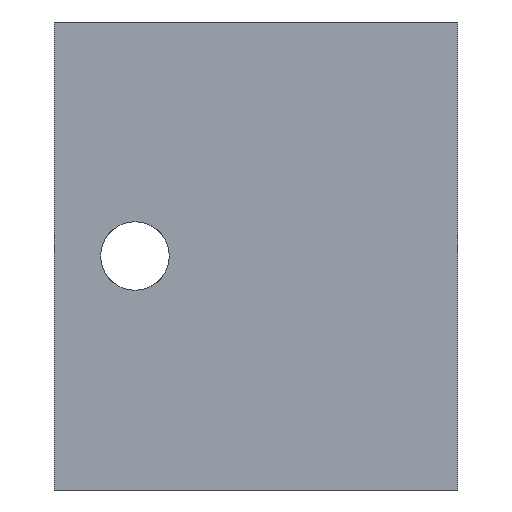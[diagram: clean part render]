
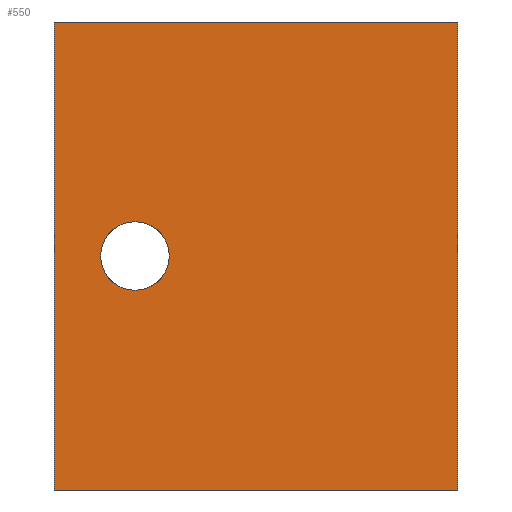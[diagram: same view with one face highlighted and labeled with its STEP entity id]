
A CAD part, front view. The second image highlights one B-rep face of the part: STEP entity #550.
In plain terms, the highlighted planar face has unit normal (0, -1, 0).
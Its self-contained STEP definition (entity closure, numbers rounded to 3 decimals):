
#100 = VERTEX_POINT ( 'NONE', #907 ) ;
#112 = LINE ( 'NONE', #644, #556 ) ;
#131 = CARTESIAN_POINT ( 'NONE',  ( -40., 0., 0. ) ) ;
#247 = CARTESIAN_POINT ( 'NONE',  ( 0., 0., 29. ) ) ;
#261 = DIRECTION ( 'NONE',  ( -1., 0., 0. ) ) ;
#305 = PLANE ( 'NONE',  #1238 ) ;
#310 = DIRECTION ( 'NONE',  ( -1., 0., 0. ) ) ;
#354 = DIRECTION ( 'NONE',  ( 0., 0., -1. ) ) ;
#359 = EDGE_CURVE ( 'NONE', #394, #970, #442, .T. ) ;
#380 = CARTESIAN_POINT ( 'NONE',  ( -35.75, 0., 0. ) ) ;
#392 = DIRECTION ( 'NONE',  ( 0., 1., 0. ) ) ;
#394 = VERTEX_POINT ( 'NONE', #1156 ) ;
#403 = FACE_OUTER_BOUND ( 'NONE', #914, .T. ) ;
#442 = LINE ( 'NONE', #247, #1256 ) ;
#450 = VECTOR ( 'NONE', #354, 1000. ) ;
#489 = ORIENTED_EDGE ( 'NONE', *, *, #593, .T. ) ;
#519 = AXIS2_PLACEMENT_3D ( 'NONE', #131, #1140, #310 ) ;
#550 = ADVANCED_FACE ( 'NONE', ( #990, #403 ), #305, .F. ) ;
#554 = CARTESIAN_POINT ( 'NONE',  ( -50., 0., 29. ) ) ;
#556 = VECTOR ( 'NONE', #1163, 1000. ) ;
#568 = CARTESIAN_POINT ( 'NONE',  ( -50., 0., -29. ) ) ;
#586 = CIRCLE ( 'NONE', #519, 4.25 ) ;
#593 = EDGE_CURVE ( 'NONE', #100, #815, #586, .T. ) ;
#644 = CARTESIAN_POINT ( 'NONE',  ( -50., 0., 29. ) ) ;
#663 = AXIS2_PLACEMENT_3D ( 'NONE', #988, #1003, #261 ) ;
#669 = LINE ( 'NONE', #554, #450 ) ;
#691 = LINE ( 'NONE', #1212, #948 ) ;
#718 = DIRECTION ( 'NONE',  ( -1., 0., 0. ) ) ;
#730 = VERTEX_POINT ( 'NONE', #1091 ) ;
#775 = EDGE_CURVE ( 'NONE', #730, #1007, #669, .T. ) ;
#811 = ORIENTED_EDGE ( 'NONE', *, *, #1227, .T. ) ;
#815 = VERTEX_POINT ( 'NONE', #380 ) ;
#899 = EDGE_CURVE ( 'NONE', #730, #394, #112, .T. ) ;
#907 = CARTESIAN_POINT ( 'NONE',  ( -44.25, 0., 0. ) ) ;
#914 = EDGE_LOOP ( 'NONE', ( #811, #1068, #1153, #1315 ) ) ;
#948 = VECTOR ( 'NONE', #1131, 1000. ) ;
#970 = VERTEX_POINT ( 'NONE', #1301 ) ;
#977 = EDGE_LOOP ( 'NONE', ( #489, #1026 ) ) ;
#988 = CARTESIAN_POINT ( 'NONE',  ( -40., 0., 0. ) ) ;
#990 = FACE_BOUND ( 'NONE', #977, .T. ) ;
#1003 = DIRECTION ( 'NONE',  ( 0., 1., 0. ) ) ;
#1007 = VERTEX_POINT ( 'NONE', #568 ) ;
#1019 = EDGE_CURVE ( 'NONE', #815, #100, #1320, .T. ) ;
#1026 = ORIENTED_EDGE ( 'NONE', *, *, #1019, .T. ) ;
#1068 = ORIENTED_EDGE ( 'NONE', *, *, #359, .F. ) ;
#1091 = CARTESIAN_POINT ( 'NONE',  ( -50., 0., 29. ) ) ;
#1131 = DIRECTION ( 'NONE',  ( 1., 0., 0. ) ) ;
#1140 = DIRECTION ( 'NONE',  ( 0., 1., 0. ) ) ;
#1153 = ORIENTED_EDGE ( 'NONE', *, *, #899, .F. ) ;
#1156 = CARTESIAN_POINT ( 'NONE',  ( 0., 0., 29. ) ) ;
#1163 = DIRECTION ( 'NONE',  ( 1., 0., 0. ) ) ;
#1187 = DIRECTION ( 'NONE',  ( 0., 0., -1. ) ) ;
#1212 = CARTESIAN_POINT ( 'NONE',  ( -50., 0., -29. ) ) ;
#1227 = EDGE_CURVE ( 'NONE', #1007, #970, #691, .T. ) ;
#1238 = AXIS2_PLACEMENT_3D ( 'NONE', #1325, #392, #718 ) ;
#1256 = VECTOR ( 'NONE', #1187, 1000. ) ;
#1301 = CARTESIAN_POINT ( 'NONE',  ( 0., 0., -29. ) ) ;
#1315 = ORIENTED_EDGE ( 'NONE', *, *, #775, .T. ) ;
#1320 = CIRCLE ( 'NONE', #663, 4.25 ) ;
#1325 = CARTESIAN_POINT ( 'NONE',  ( -50., 0., 29. ) ) ;
